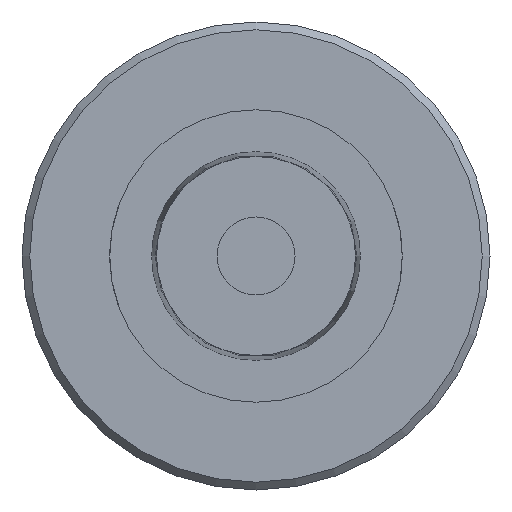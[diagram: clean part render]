
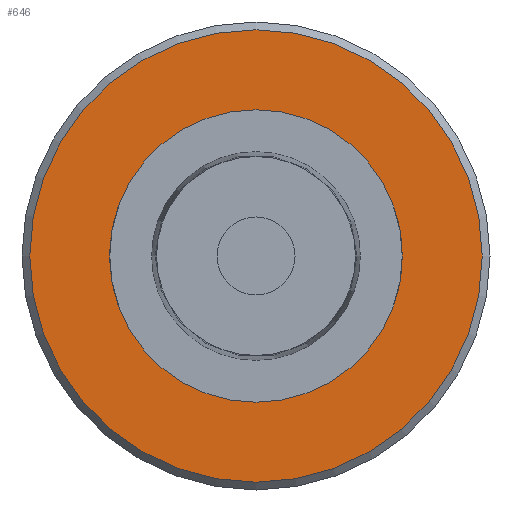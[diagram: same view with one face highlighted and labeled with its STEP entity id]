
A CAD part, front view. The second image highlights one B-rep face of the part: STEP entity #646.
In plain terms, the highlighted planar face has unit normal (0, -1, 0).
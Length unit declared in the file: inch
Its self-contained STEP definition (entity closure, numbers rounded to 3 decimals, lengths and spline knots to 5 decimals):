
#619=CARTESIAN_POINT('',(0.43375,0.0515,0.0));
#620=DIRECTION('',(0.0,-1.0,0.0));
#621=DIRECTION('',(0.0,0.0,-1.0));
#622=AXIS2_PLACEMENT_3D('',#619,#620,#621);
#623=PLANE('',#622);
#624=CARTESIAN_POINT('',(0.58,0.0515,0.0));
#625=VERTEX_POINT('',#624);
#626=CARTESIAN_POINT('',(0.,0.0515,0.0));
#627=DIRECTION('',(0.0,1.0,0.0));
#628=DIRECTION('',(1.0,0.0,0.0));
#629=AXIS2_PLACEMENT_3D('',#626,#627,#628);
#630=CIRCLE('',#629,0.58);
#631=EDGE_CURVE('',#625,#625,#630,.T.);
#632=ORIENTED_EDGE('',*,*,#631,.F.);
#633=EDGE_LOOP('',(#632));
#634=FACE_OUTER_BOUND('',#633,.T.);
#635=CARTESIAN_POINT('',(0.2875,0.0515,0.0));
#636=VERTEX_POINT('',#635);
#637=CARTESIAN_POINT('',(0.,0.0515,0.0));
#638=DIRECTION('',(0.0,1.0,0.0));
#639=DIRECTION('',(1.0,0.0,0.0));
#640=AXIS2_PLACEMENT_3D('',#637,#638,#639);
#641=CIRCLE('',#640,0.2875);
#642=EDGE_CURVE('',#636,#636,#641,.T.);
#643=ORIENTED_EDGE('',*,*,#642,.T.);
#644=EDGE_LOOP('',(#643));
#645=FACE_BOUND('',#644,.T.);
#646=ADVANCED_FACE('',(#634,#645),#623,.T.);
